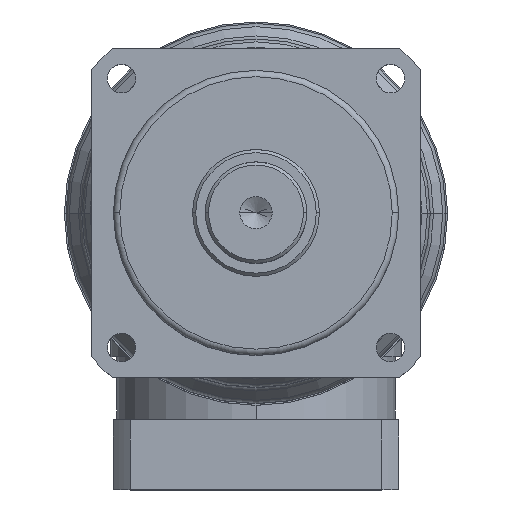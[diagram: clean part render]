
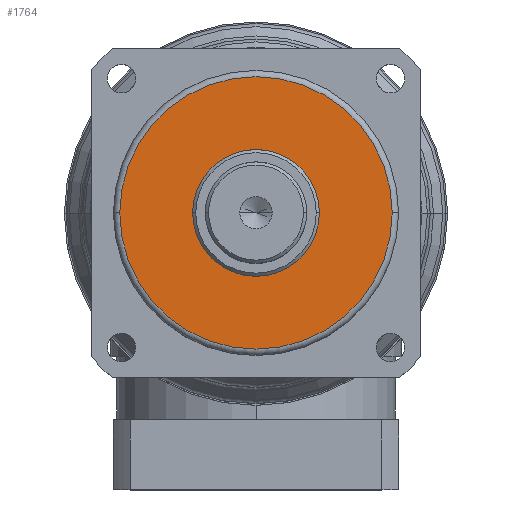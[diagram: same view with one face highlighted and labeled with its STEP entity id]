
A CAD part, top view. The second image highlights one B-rep face of the part: STEP entity #1764.
In plain terms, the highlighted planar face has unit normal (0, 0, 1).
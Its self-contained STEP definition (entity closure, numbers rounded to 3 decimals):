
#43 = DIRECTION ( 'NONE',  ( 0., 0., 1. ) ) ;
#191 = VERTEX_POINT ( 'NONE', #2290 ) ;
#235 = DIRECTION ( 'NONE',  ( 0., 0., 1. ) ) ;
#339 = AXIS2_PLACEMENT_3D ( 'NONE', #3348, #235, #2202 ) ;
#463 = DIRECTION ( 'NONE',  ( 0., 0., 1. ) ) ;
#466 = ORIENTED_EDGE ( 'NONE', *, *, #1363, .F. ) ;
#487 = EDGE_CURVE ( 'NONE', #1223, #2690, #752, .T. ) ;
#518 = CARTESIAN_POINT ( 'NONE',  ( -43., 0., 133.7 ) ) ;
#580 = CIRCLE ( 'NONE', #2174, 20. ) ;
#589 = CARTESIAN_POINT ( 'NONE',  ( 0., 0., 133.7 ) ) ;
#670 = DIRECTION ( 'NONE',  ( 0., 0., 1. ) ) ;
#690 = EDGE_CURVE ( 'NONE', #2690, #1223, #2293, .T. ) ;
#725 = ORIENTED_EDGE ( 'NONE', *, *, #487, .T. ) ;
#752 = CIRCLE ( 'NONE', #1324, 43. ) ;
#796 = EDGE_LOOP ( 'NONE', ( #943, #466 ) ) ;
#943 = ORIENTED_EDGE ( 'NONE', *, *, #1116, .F. ) ;
#1116 = EDGE_CURVE ( 'NONE', #191, #2209, #1636, .T. ) ;
#1223 = VERTEX_POINT ( 'NONE', #3023 ) ;
#1260 = AXIS2_PLACEMENT_3D ( 'NONE', #2970, #1283, #3259 ) ;
#1283 = DIRECTION ( 'NONE',  ( 0., 0., 1. ) ) ;
#1308 = AXIS2_PLACEMENT_3D ( 'NONE', #2146, #463, #2451 ) ;
#1324 = AXIS2_PLACEMENT_3D ( 'NONE', #589, #670, #2227 ) ;
#1363 = EDGE_CURVE ( 'NONE', #2209, #191, #580, .T. ) ;
#1501 = FACE_OUTER_BOUND ( 'NONE', #3547, .T. ) ;
#1636 = CIRCLE ( 'NONE', #1308, 20. ) ;
#1729 = CARTESIAN_POINT ( 'NONE',  ( 0., 0., 133.7 ) ) ;
#1764 = ADVANCED_FACE ( 'NONE', ( #1501, #3677 ), #3051, .T. ) ;
#1929 = CARTESIAN_POINT ( 'NONE',  ( -20., 0., 133.7 ) ) ;
#2015 = DIRECTION ( 'NONE',  ( 1., 0., 0. ) ) ;
#2146 = CARTESIAN_POINT ( 'NONE',  ( 0., 0., 133.7 ) ) ;
#2174 = AXIS2_PLACEMENT_3D ( 'NONE', #1729, #43, #2015 ) ;
#2202 = DIRECTION ( 'NONE',  ( 1., 0., 0. ) ) ;
#2209 = VERTEX_POINT ( 'NONE', #1929 ) ;
#2227 = DIRECTION ( 'NONE',  ( 1., 0., 0. ) ) ;
#2290 = CARTESIAN_POINT ( 'NONE',  ( 20., 0., 133.7 ) ) ;
#2293 = CIRCLE ( 'NONE', #1260, 43. ) ;
#2451 = DIRECTION ( 'NONE',  ( 1., 0., 0. ) ) ;
#2690 = VERTEX_POINT ( 'NONE', #518 ) ;
#2970 = CARTESIAN_POINT ( 'NONE',  ( 0., 0., 133.7 ) ) ;
#3023 = CARTESIAN_POINT ( 'NONE',  ( 43., 0., 133.7 ) ) ;
#3051 = PLANE ( 'NONE',  #339 ) ;
#3076 = ORIENTED_EDGE ( 'NONE', *, *, #690, .T. ) ;
#3259 = DIRECTION ( 'NONE',  ( 1., 0., 0. ) ) ;
#3348 = CARTESIAN_POINT ( 'NONE',  ( 0., 0., 133.7 ) ) ;
#3547 = EDGE_LOOP ( 'NONE', ( #725, #3076 ) ) ;
#3677 = FACE_BOUND ( 'NONE', #796, .T. ) ;
